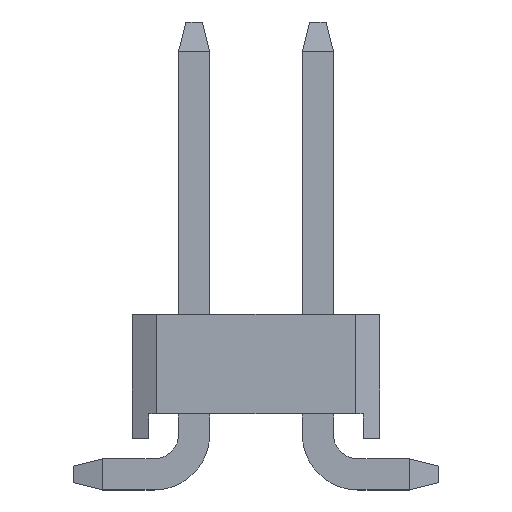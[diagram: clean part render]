
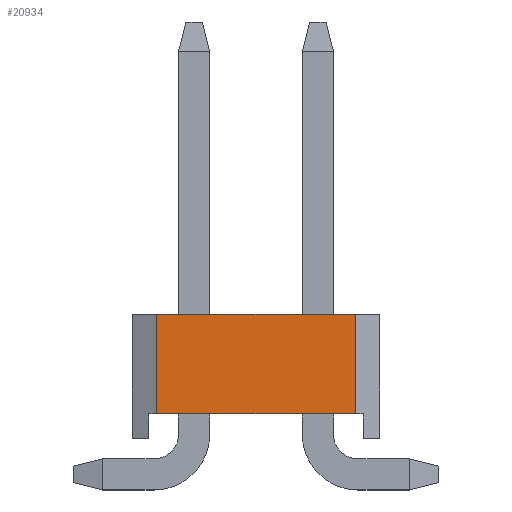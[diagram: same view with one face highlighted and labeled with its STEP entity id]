
A CAD part, front view. The second image highlights one B-rep face of the part: STEP entity #20934.
In plain terms, the highlighted face is planar.
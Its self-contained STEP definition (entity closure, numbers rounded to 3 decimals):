
#1308=ORIENTED_EDGE('',*,*,#5207,.F.);
#1309=ORIENTED_EDGE('',*,*,#4582,.T.);
#1310=ORIENTED_EDGE('',*,*,#5257,.T.);
#1311=ORIENTED_EDGE('',*,*,#4999,.T.);
#4582=EDGE_CURVE('',#6733,#6732,#8080,.T.);
#4999=EDGE_CURVE('',#7102,#7101,#8497,.T.);
#5207=EDGE_CURVE('',#6733,#7101,#8705,.T.);
#5257=EDGE_CURVE('',#6732,#7102,#8755,.T.);
#6732=VERTEX_POINT('',#26844);
#6733=VERTEX_POINT('',#26846);
#7101=VERTEX_POINT('',#27679);
#7102=VERTEX_POINT('',#27681);
#8080=LINE('',#26845,#10102);
#8497=LINE('',#27680,#10519);
#8705=LINE('',#28064,#10727);
#8755=LINE('',#28146,#10777);
#10102=VECTOR('',#22778,1000.);
#10519=VECTOR('',#23293,1000.);
#10727=VECTOR('',#23565,1000.);
#10777=VECTOR('',#23679,1000.);
#12252=EDGE_LOOP('',(#1308,#1309,#1310,#1311));
#13184=FACE_BOUND('',#12252,.T.);
#14052=PLANE('',#21809);
#20934=ADVANCED_FACE('',(#13184),#14052,.T.);
#21809=AXIS2_PLACEMENT_3D('',#28147,#23680,#23681);
#22778=DIRECTION('',(0.,-1.,0.));
#23293=DIRECTION('',(0.,1.,0.));
#23565=DIRECTION('',(0.,0.,1.));
#23679=DIRECTION('',(0.,0.,1.));
#23680=DIRECTION('',(-1.,0.,0.));
#23681=DIRECTION('',(0.,0.,1.));
#26844=CARTESIAN_POINT('',(-20.32,-2.04,-0.77));
#26845=CARTESIAN_POINT('',(-20.32,-2.54,-0.77));
#26846=CARTESIAN_POINT('',(-20.32,2.04,-0.77));
#27679=CARTESIAN_POINT('',(-20.32,2.04,1.27));
#27680=CARTESIAN_POINT('',(-20.32,-2.54,1.27));
#27681=CARTESIAN_POINT('',(-20.32,-2.04,1.27));
#28064=CARTESIAN_POINT('',(-20.32,2.04,-40.013));
#28146=CARTESIAN_POINT('',(-20.32,-2.04,-40.013));
#28147=CARTESIAN_POINT('',(-20.32,-2.54,-1.27));
